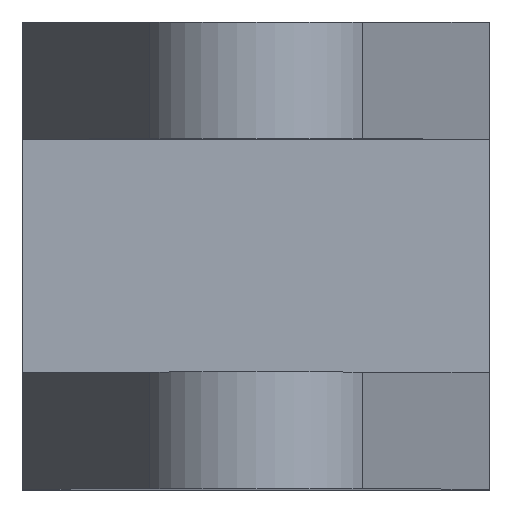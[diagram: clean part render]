
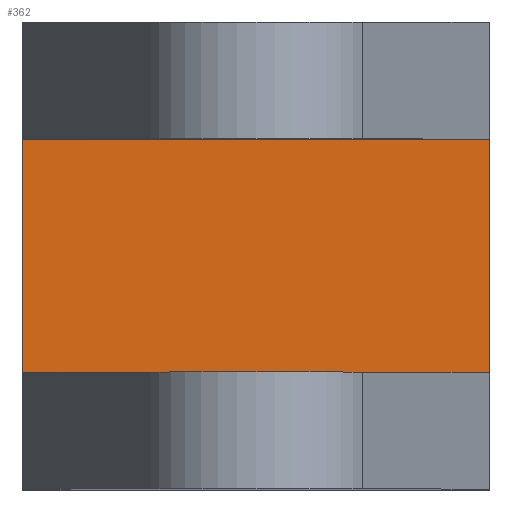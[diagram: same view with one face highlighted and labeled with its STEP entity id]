
A CAD part, top view. The second image highlights one B-rep face of the part: STEP entity #362.
In plain terms, the highlighted planar face has unit normal (0, 0, 1).
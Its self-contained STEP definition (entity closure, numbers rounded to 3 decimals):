
#22=PLANE('',#400);
#40=FACE_OUTER_BOUND('',#61,.T.);
#61=EDGE_LOOP('',(#274,#275,#276,#277));
#88=LINE('',#548,#130);
#89=LINE('',#551,#131);
#90=LINE('',#553,#132);
#91=LINE('',#554,#133);
#130=VECTOR('',#448,10.);
#131=VECTOR('',#451,10.);
#132=VECTOR('',#452,10.);
#133=VECTOR('',#453,10.);
#176=VERTEX_POINT('',#532);
#180=VERTEX_POINT('',#544);
#181=VERTEX_POINT('',#550);
#182=VERTEX_POINT('',#552);
#216=EDGE_CURVE('',#176,#180,#88,.T.);
#217=EDGE_CURVE('',#181,#180,#89,.T.);
#218=EDGE_CURVE('',#181,#182,#90,.T.);
#219=EDGE_CURVE('',#176,#182,#91,.T.);
#274=ORIENTED_EDGE('',*,*,#216,.T.);
#275=ORIENTED_EDGE('',*,*,#217,.F.);
#276=ORIENTED_EDGE('',*,*,#218,.T.);
#277=ORIENTED_EDGE('',*,*,#219,.F.);
#362=ADVANCED_FACE('',(#40),#22,.T.);
#400=AXIS2_PLACEMENT_3D('',#549,#449,#450);
#448=DIRECTION('',(-1.,0.,0.));
#449=DIRECTION('center_axis',(0.,0.,1.));
#450=DIRECTION('ref_axis',(0.,-1.,0.));
#451=DIRECTION('',(0.,1.,0.));
#452=DIRECTION('',(1.,0.,0.));
#453=DIRECTION('',(0.,-1.,0.));
#532=CARTESIAN_POINT('',(50.,25.,150.));
#544=CARTESIAN_POINT('',(-50.,25.,150.));
#548=CARTESIAN_POINT('',(0.,25.,150.));
#549=CARTESIAN_POINT('Origin',(0.,50.,150.));
#550=CARTESIAN_POINT('',(-50.,-25.,150.));
#551=CARTESIAN_POINT('',(-50.,-50.,150.));
#552=CARTESIAN_POINT('',(50.,-25.,150.));
#553=CARTESIAN_POINT('',(0.,-25.,150.));
#554=CARTESIAN_POINT('',(50.,-50.,150.));
